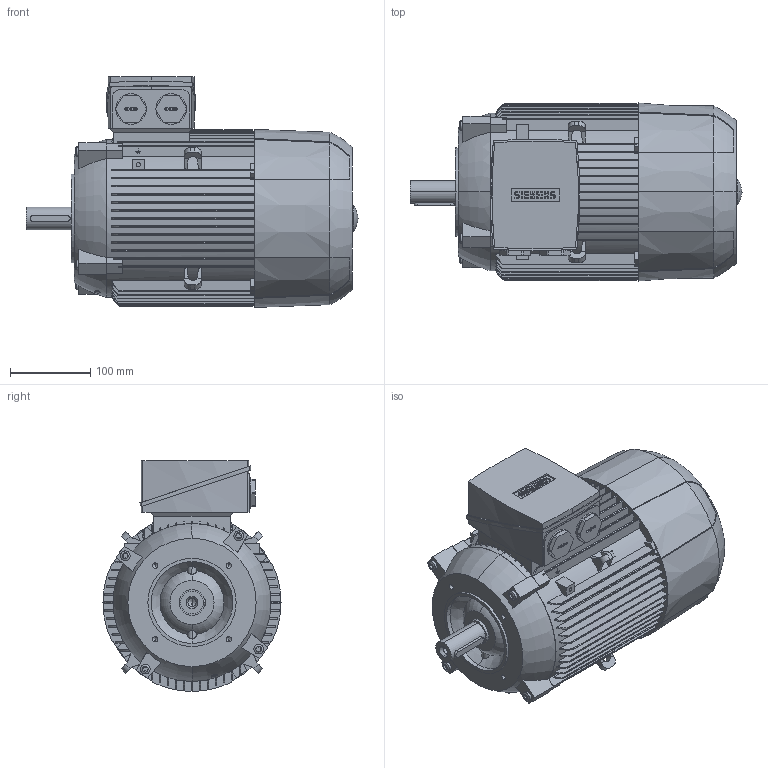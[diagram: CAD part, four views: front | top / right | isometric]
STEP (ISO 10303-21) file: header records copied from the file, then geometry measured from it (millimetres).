
FILE_DESCRIPTION(('STEP AP214'),'1');
FILE_NAME('cctmp_EC36615A-32AC-4EB6-B72B-B6EB9BCD8ABF_2023_06_27_10_39_35_0398..stp','2023-06-27T08:39:36',('SIEMENS A&D'),('CADClick - www.CADClick.com'),'Spatial InterOp 3D',' ','unknown authorization');
FILE_SCHEMA(('AUTOMOTIVE_DESIGN'));
Length unit declared in the file: millimetre
Products named in the file (1): 2023_06_27_10_39_35_0382
Bounding box: 414 x 222 x 288 mm (x, y, z)
Volume: 12276266.6 mm3; surface area: 545551 mm2
Topology: 1 solids, 1 shells, 856 faces, 2404 edges, 1583 vertices
Faces by surface type: plane 489, cylinder 215, torus 116, cone 36
Entity records: 39725 total; most frequent: CARTESIAN_POINT 11013, ORIENTED_EDGE 4784, DIRECTION 4312, EDGE_CURVE 2392, VERTEX_POINT 1583, AXIS2_PLACEMENT_3D 1453, LINE 1406, VECTOR 1406
